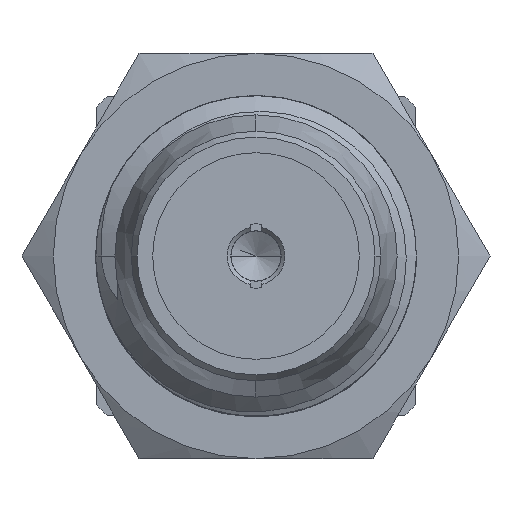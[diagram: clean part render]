
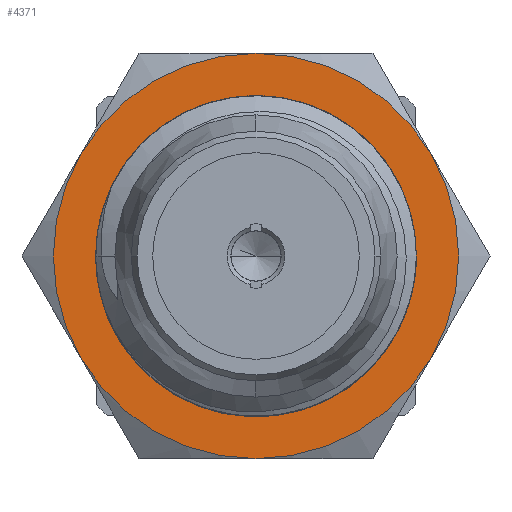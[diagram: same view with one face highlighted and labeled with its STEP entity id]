
A CAD part, left-side view. The second image highlights one B-rep face of the part: STEP entity #4371.
In plain terms, the highlighted planar face has unit normal (-1, 0, 0).
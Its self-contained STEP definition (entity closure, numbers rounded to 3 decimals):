
#291=CARTESIAN_POINT('',(8.687,-3.069,0.398));
#292=CARTESIAN_POINT('',(8.687,-3.087,0.306));
#293=CARTESIAN_POINT('',(8.687,-3.114,0.121));
#294=CARTESIAN_POINT('',(8.687,-3.13,-0.159));
#295=CARTESIAN_POINT('',(8.687,-3.121,-0.441));
#296=CARTESIAN_POINT('',(8.687,-3.097,-0.628));
#297=CARTESIAN_POINT('',(8.687,-3.081,-0.722));
#323=CARTESIAN_POINT('',(8.687,0.,0.));
#324=DIRECTION('',(-1.,0.,0.));
#325=DIRECTION('',(0.,0.,1.));
#326=AXIS2_PLACEMENT_3D('',#323,#324,#325);
#328=CARTESIAN_POINT('',(8.687,0.,0.));
#329=DIRECTION('',(-1.,0.,0.));
#330=DIRECTION('',(0.,-0.866,0.5));
#331=AXIS2_PLACEMENT_3D('',#328,#329,#330);
#333=CARTESIAN_POINT('',(8.687,0.,0.));
#334=DIRECTION('',(-1.,0.,0.));
#335=DIRECTION('',(0.,0.,-1.));
#336=AXIS2_PLACEMENT_3D('',#333,#334,#335);
#338=CARTESIAN_POINT('',(8.687,0.,0.));
#339=DIRECTION('',(-1.,0.,0.));
#340=DIRECTION('',(0.,0.866,-0.5));
#341=AXIS2_PLACEMENT_3D('',#338,#339,#340);
#343=CARTESIAN_POINT('',(8.687,0.653,-3.107));
#344=CARTESIAN_POINT('',(8.687,0.758,-3.078));
#345=CARTESIAN_POINT('',(8.687,0.964,-3.01));
#346=CARTESIAN_POINT('',(8.687,1.26,-2.877));
#347=CARTESIAN_POINT('',(8.687,1.539,-2.715));
#348=CARTESIAN_POINT('',(8.687,1.712,-2.589));
#349=CARTESIAN_POINT('',(8.687,1.795,-2.521));
#351=CARTESIAN_POINT('',(8.687,-2.242,-2.248));
#352=CARTESIAN_POINT('',(8.687,-2.159,-2.331));
#353=CARTESIAN_POINT('',(8.687,-1.986,-2.486));
#354=CARTESIAN_POINT('',(8.687,-1.7,-2.689));
#355=CARTESIAN_POINT('',(8.687,-1.394,-2.86));
#356=CARTESIAN_POINT('',(8.687,-1.071,-2.996));
#357=CARTESIAN_POINT('',(8.687,-0.736,-3.095));
#358=CARTESIAN_POINT('',(8.687,-0.391,-3.157));
#359=CARTESIAN_POINT('',(8.687,-0.042,-3.181));
#360=CARTESIAN_POINT('',(8.687,0.308,-3.166));
#361=CARTESIAN_POINT('',(8.687,0.538,-3.131));
#362=CARTESIAN_POINT('',(8.687,0.653,-3.107));
#364=CARTESIAN_POINT('',(8.687,-2.349,-2.121));
#365=CARTESIAN_POINT('',(8.687,-2.332,-2.143));
#366=CARTESIAN_POINT('',(8.687,-2.297,-2.185));
#367=CARTESIAN_POINT('',(8.687,-2.261,-2.227));
#368=CARTESIAN_POINT('',(8.687,-2.242,-2.248));
#370=CARTESIAN_POINT('',(8.687,0.,0.));
#371=DIRECTION('',(-1.,0.,0.));
#372=DIRECTION('',(0.,0.866,0.5));
#373=AXIS2_PLACEMENT_3D('',#370,#371,#372);
#507=CARTESIAN_POINT('',(8.687,0.,0.));
#508=DIRECTION('',(-1.,0.,0.));
#509=DIRECTION('',(0.,-0.866,-0.5));
#510=AXIS2_PLACEMENT_3D('',#507,#508,#509);
#2607=CARTESIAN_POINT('',(8.687,0.,0.));
#2608=DIRECTION('',(1.,0.,0.));
#2609=DIRECTION('',(0.,-0.974,-0.228));
#2610=AXIS2_PLACEMENT_3D('',#2607,#2608,#2609);
#3100=CARTESIAN_POINT('',(8.687,0.,0.));
#3101=DIRECTION('',(1.,0.,0.));
#3102=DIRECTION('',(0.,0.58,-0.815));
#3103=AXIS2_PLACEMENT_3D('',#3100,#3101,#3102);
#3771=VERTEX_POINT('',#343);
#3772=VERTEX_POINT('',#349);
#3773=VERTEX_POINT('',#351);
#3783=CARTESIAN_POINT('',(8.687,3.464,-2.));
#3784=CARTESIAN_POINT('',(8.687,0.,-4.));
#3785=VERTEX_POINT('',#3783);
#3786=VERTEX_POINT('',#3784);
#3787=CARTESIAN_POINT('',(8.687,-3.464,-2.));
#3788=VERTEX_POINT('',#3787);
#3789=CARTESIAN_POINT('',(8.687,-3.464,2.));
#3790=CARTESIAN_POINT('',(8.687,0.,4.));
#3791=VERTEX_POINT('',#3789);
#3792=VERTEX_POINT('',#3790);
#3793=CARTESIAN_POINT('',(8.687,3.464,2.));
#3794=VERTEX_POINT('',#3793);
#3829=CARTESIAN_POINT('',(8.687,-3.081,-0.722));
#3830=CARTESIAN_POINT('',(8.687,-2.349,-2.121));
#3831=VERTEX_POINT('',#3829);
#3832=VERTEX_POINT('',#3830);
#3833=VERTEX_POINT('',#291);
#4339=CARTESIAN_POINT('',(8.687,0.,0.));
#4340=DIRECTION('',(-1.,0.,0.));
#4341=DIRECTION('',(0.,0.,-1.));
#4342=AXIS2_PLACEMENT_3D('',#4339,#4340,#4341);
#4343=PLANE('',#4342);
#4345=ORIENTED_EDGE('',*,*,#4344,.F.);
#4347=ORIENTED_EDGE('',*,*,#4346,.F.);
#4349=ORIENTED_EDGE('',*,*,#4348,.F.);
#4351=ORIENTED_EDGE('',*,*,#4350,.F.);
#4353=ORIENTED_EDGE('',*,*,#4352,.F.);
#4355=ORIENTED_EDGE('',*,*,#4354,.F.);
#4356=EDGE_LOOP('',(#4345,#4347,#4349,#4351,#4353,#4355));
#4357=FACE_OUTER_BOUND('',#4356,.F.);
#4359=ORIENTED_EDGE('',*,*,#4358,.F.);
#4360=ORIENTED_EDGE('',*,*,#4315,.F.);
#4362=ORIENTED_EDGE('',*,*,#4361,.F.);
#4364=ORIENTED_EDGE('',*,*,#4363,.F.);
#4366=ORIENTED_EDGE('',*,*,#4365,.F.);
#4368=ORIENTED_EDGE('',*,*,#4367,.F.);
#4369=EDGE_LOOP('',(#4359,#4360,#4362,#4364,#4366,#4368));
#4370=FACE_BOUND('',#4369,.F.);
#4371=ADVANCED_FACE('',(#4357,#4370),#4343,.T.);
#298=B_SPLINE_CURVE_WITH_KNOTS('',3,(#291,#292,#293,#294,#295,#296,#297),
.UNSPECIFIED.,.F.,.F.,(4,1,1,1,4),(0.,0.25,0.5,0.75,1.),
.UNSPECIFIED.);
#327=CIRCLE('',#326,4.);
#332=CIRCLE('',#331,4.);
#337=CIRCLE('',#336,4.);
#342=CIRCLE('',#341,4.);
#350=B_SPLINE_CURVE_WITH_KNOTS('',3,(#343,#344,#345,#346,#347,#348,#349),
.UNSPECIFIED.,.F.,.F.,(4,1,1,1,4),(0.,0.25,0.5,0.75,1.),
.UNSPECIFIED.);
#363=B_SPLINE_CURVE_WITH_KNOTS('',3,(#351,#352,#353,#354,#355,#356,#357,#358,
#359,#360,#361,#362),.UNSPECIFIED.,.F.,.F.,(4,1,1,1,1,1,1,1,1,4),(0.,
0.111,0.222,0.333,0.444,
0.556,0.667,0.778,0.889,1.),
.UNSPECIFIED.);
#369=B_SPLINE_CURVE_WITH_KNOTS('',3,(#364,#365,#366,#367,#368),.UNSPECIFIED.,
.F.,.F.,(4,1,4),(0.,0.5,1.),.UNSPECIFIED.);
#374=CIRCLE('',#373,4.);
#511=CIRCLE('',#510,4.);
#2611=CIRCLE('',#2610,3.165);
#3104=CIRCLE('',#3103,3.095);
#4315=EDGE_CURVE('',#3833,#3831,#298,.T.);
#4344=EDGE_CURVE('',#3794,#3785,#374,.T.);
#4346=EDGE_CURVE('',#3792,#3794,#327,.T.);
#4348=EDGE_CURVE('',#3791,#3792,#332,.T.);
#4350=EDGE_CURVE('',#3788,#3791,#511,.T.);
#4352=EDGE_CURVE('',#3786,#3788,#337,.T.);
#4354=EDGE_CURVE('',#3785,#3786,#342,.T.);
#4358=EDGE_CURVE('',#3831,#3832,#2611,.T.);
#4361=EDGE_CURVE('',#3772,#3833,#3104,.T.);
#4363=EDGE_CURVE('',#3771,#3772,#350,.T.);
#4365=EDGE_CURVE('',#3773,#3771,#363,.T.);
#4367=EDGE_CURVE('',#3832,#3773,#369,.T.);
